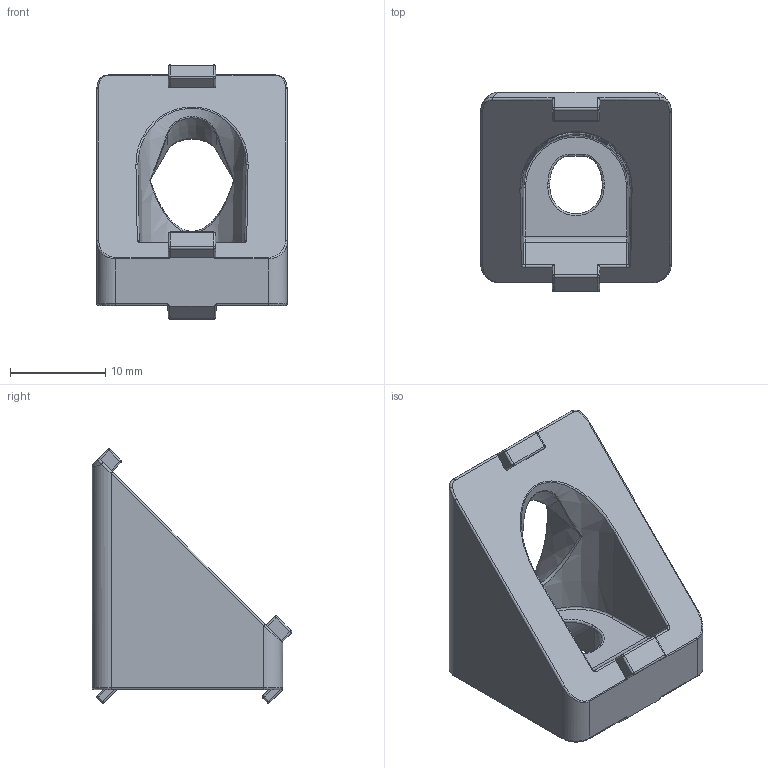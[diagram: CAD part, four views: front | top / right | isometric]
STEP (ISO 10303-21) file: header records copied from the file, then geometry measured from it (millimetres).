
FILE_DESCRIPTION(/* description */ ('KriTec Profilverbindungsblock 5 Raster 20, 20x20-45°'),/* implementation_level */ '2;1');
FILE_NAME(/* name */ '22206_KriTec_Profilverbindungsblock_5_Raster_20_20x20-45.stp',/* time_stamp */ '2021-12-14T11:10:18+01:00',/* author */ ('Nell'),/* organization */ (''),/* preprocessor_version */ 'ST-DEVELOPER v17',/* originating_system */ 'Autodesk Inventor 2018',/* authorisation */ '');
FILE_SCHEMA (('AUTOMOTIVE_DESIGN { 1 0 10303 214 3 1 1 }'));
Length unit declared in the file: millimetre
Products named in the file (1): 22206
Bounding box: 20 x 20.96 x 26.69 mm (x, y, z)
Volume: 3863.8 mm3; surface area: 2661.8 mm2
Topology: 1 solids, 1 shells, 216 faces, 485 edges, 268 vertices
Faces by surface type: cylinder 95, plane 47, bspline 36, sphere 24, torus 10, cone 4
Entity records: 8921 total; most frequent: CARTESIAN_POINT 4314, DIRECTION 965, ORIENTED_EDGE 958, EDGE_CURVE 479, AXIS2_PLACEMENT_3D 376, VERTEX_POINT 268, EDGE_LOOP 223, FACE_OUTER_BOUND 216
